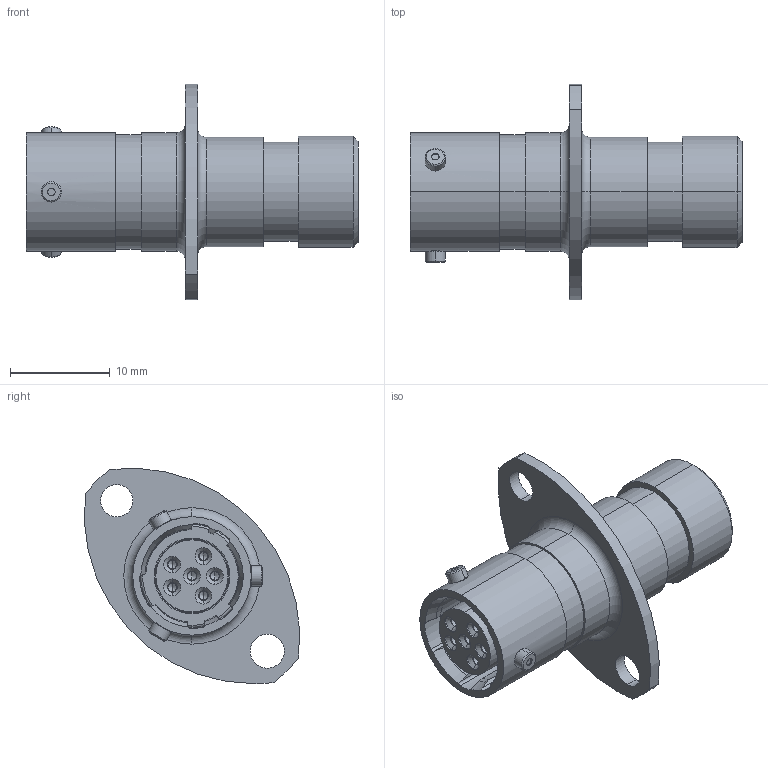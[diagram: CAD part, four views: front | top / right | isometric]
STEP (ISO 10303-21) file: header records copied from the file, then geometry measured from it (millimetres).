
FILE_DESCRIPTION (( 'STEP AP214' ), '1' );
FILE_NAME ('AS008-35SA.STEP', '2017-08-02T15:19:31', ( '' ), ( '' ), 'SwSTEP 2.0', 'SolidWorks 2015', '' );
FILE_SCHEMA (( 'AUTOMOTIVE_DESIGN' ));
Length unit declared in the file: inch
Products named in the file (1): AS008-35SA
Bounding box: 33.31 x 21.59 x 21.61 mm (x, y, z)
Volume: 2749.8 mm3; surface area: 5196.9 mm2
Topology: 5 solids, 7 shells, 982 faces, 2124 edges, 1215 vertices
Faces by surface type: torus 329, cylinder 305, cone 194, plane 148, sphere 6
Entity records: 39561 total; most frequent: DIRECTION 5386, CARTESIAN_POINT 4889, ORIENTED_EDGE 4212, AXIS2_PLACEMENT_3D 2394, EDGE_CURVE 2106, CIRCLE 1411, VERTEX_POINT 1215, EDGE_LOOP 1071
